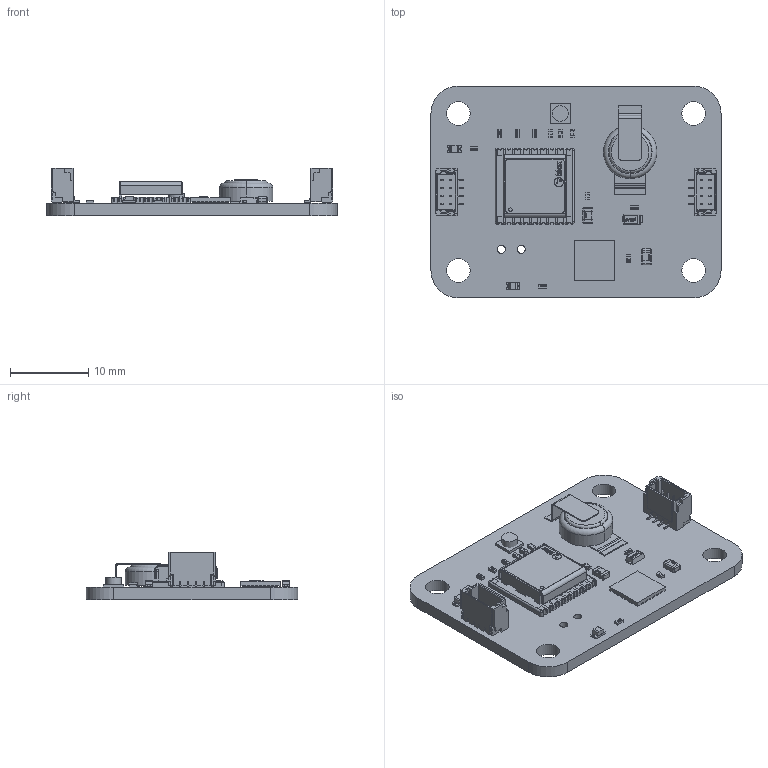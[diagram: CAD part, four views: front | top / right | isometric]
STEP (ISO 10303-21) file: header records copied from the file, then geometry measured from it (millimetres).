
FILE_DESCRIPTION(('Open CASCADE Model'),'2;1');
FILE_NAME('Open CASCADE Shape Model','2025-04-14T07:15:03',('Author'),( 'Open CASCADE'),'Open CASCADE STEP processor 7.5','Open CASCADE 7.5' ,'Unknown');
FILE_SCHEMA(('AUTOMOTIVE_DESIGN { 1 0 10303 214 1 1 1 1 }'));
Length unit declared in the file: millimetre
Products named in the file (73): PCB; Board; Open CASCADE STEP translator 7.5 2.1.1; R4; User Library-R SMD 0402; User Library-R SMD 0402_0402 BODY; User Library-R SMD 0402_0402 PAD; User Library-R SMD 0402_0402 OPIS; R9; R8; R7; D3; 0603 LED Red; Pad; Pad005; Pad001; Pad004; Pad003; Lens; FB1; FBead_Murata_BLM15PX471SN1B_eec; Terminals; Center; Murata; D2; Diode_Littelfuse_Inc_PESD0402-140_eec; STAT1; 0603 LED Green; Solid1; Solid4; C6; DSK-3R3H224U-HL--3DModel-STEP-56544; R6; D1; User Library-MicroSMP-1; User Library-MicroSMP-1_Body; User Library-MicroSMP-1_Pins; R5; C5; C0402 ...
Assembly tree (81 placements, depth 4):
  PCB
    Board
      Open CASCADE STEP translator 7.5 2.1.1
    R4
      User Library-R SMD 0402
        User Library-R SMD 0402_0402 BODY
        User Library-R SMD 0402_0402 PAD  x2
        User Library-R SMD 0402_0402 OPIS
    R9
      User Library-R SMD 0402
        User Library-R SMD 0402_0402 BODY
        User Library-R SMD 0402_0402 PAD  x2
        User Library-R SMD 0402_0402 OPIS
    R8
      User Library-R SMD 0402
        User Library-R SMD 0402_0402 BODY
        User Library-R SMD 0402_0402 PAD  x2
        User Library-R SMD 0402_0402 OPIS
    R7
      User Library-R SMD 0402
        User Library-R SMD 0402_0402 BODY
        User Library-R SMD 0402_0402 PAD  x2
        User Library-R SMD 0402_0402 OPIS
    D3
      0603 LED Red
        Pad
        Pad005
        Pad001
        Pad004
        Pad003
        Lens
    FB1
      FBead_Murata_BLM15PX471SN1B_eec
        Terminals
        Center
        Murata
    D2
      Diode_Littelfuse_Inc_PESD0402-140_eec
      Diode_Littelfuse_Inc_PESD0402-140_eec
      Diode_Littelfuse_Inc_PESD0402-140_eec
    STAT1
      0603 LED Green
        Solid1
        Solid4
        Solid1
        Solid1
        Solid4
        Solid1
        Solid1
        Solid1
    C6
      DSK-3R3H224U-HL--3DModel-STEP-56544
    R6
      User Library-R SMD 0402
        User Library-R SMD 0402_0402 BODY
        User Library-R SMD 0402_0402 PAD  x2
        User Library-R SMD 0402_0402 OPIS
    D1
      User Library-MicroSMP-1
        User Library-MicroSMP-1_Body
Bounding box: 37 x 27 x 6.02 mm (x, y, z)
Volume: 1841.2 mm3; surface area: 3849.8 mm2
Topology: 153 solids, 153 shells, 2952 faces, 8767 edges, 7596 vertices
Faces by surface type: plane 1895, cylinder 562, bspline 421, torus 34, revolution 24, sphere 16
Full cylindrical faces by diameter (mm): 0.462 x1, 1.016 x2, 2 x1, 3 x4
Entity records: 93769 total; most frequent: CARTESIAN_POINT 24100, DIRECTION 12001, ORIENTED_EDGE 11236, LINE 5631, VECTOR 5631, EDGE_CURVE 5618, VERTEX_POINT 3654, AXIS2_PLACEMENT_3D 3181
